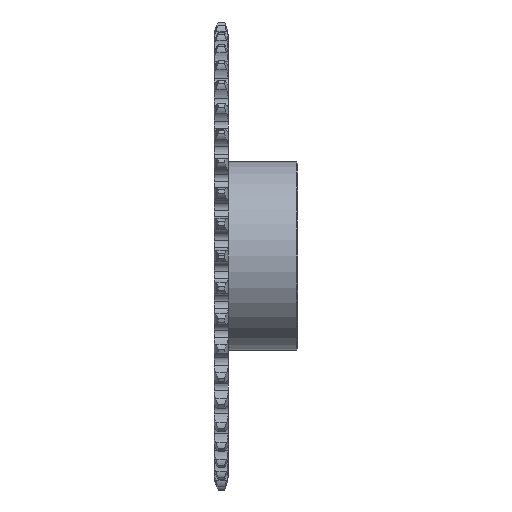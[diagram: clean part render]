
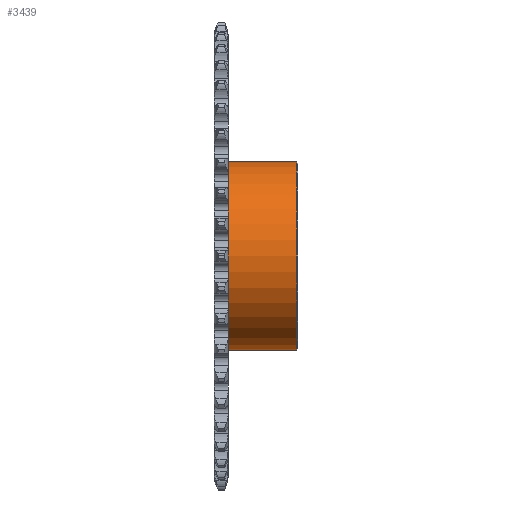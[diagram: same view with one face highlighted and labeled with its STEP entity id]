
A CAD part, front view. The second image highlights one B-rep face of the part: STEP entity #3439.
In plain terms, the highlighted cylindrical face has radius 28.575 mm (diameter 57.15 mm), a partial arc.
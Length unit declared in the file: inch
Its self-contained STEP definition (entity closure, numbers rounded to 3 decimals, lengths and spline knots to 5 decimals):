
#3398=CARTESIAN_POINT('',(0.08419,0.0,0.0));
#3399=DIRECTION('',(1.0,0.0,0.0));
#3400=DIRECTION('',(0.0,0.0,1.0));
#3401=AXIS2_PLACEMENT_3D('',#3398,#3399,#3400);
#3402=CYLINDRICAL_SURFACE('',#3401,1.125);
#3403=CARTESIAN_POINT('',(0.08419,0.,1.125));
#3404=VERTEX_POINT('',#3403);
#3405=CARTESIAN_POINT('',(0.90081,0.,1.125));
#3406=VERTEX_POINT('',#3405);
#3407=CARTESIAN_POINT('',(0.08419,0.,1.125));
#3408=DIRECTION('',(1.0,0.0,0.0));
#3409=VECTOR('',#3408,0.81663);
#3410=LINE('',#3407,#3409);
#3411=EDGE_CURVE('',#3404,#3406,#3410,.T.);
#3412=ORIENTED_EDGE('',*,*,#3411,.F.);
#3413=CARTESIAN_POINT('',(0.08419,0.,-1.125));
#3414=VERTEX_POINT('',#3413);
#3415=CARTESIAN_POINT('',(0.08419,0.0,0.0));
#3416=DIRECTION('',(-1.0,0.0,0.0));
#3417=DIRECTION('',(0.0,0.0,1.0));
#3418=AXIS2_PLACEMENT_3D('',#3415,#3416,#3417);
#3419=CIRCLE('',#3418,1.125);
#3420=EDGE_CURVE('',#3414,#3404,#3419,.T.);
#3421=ORIENTED_EDGE('',*,*,#3420,.F.);
#3422=CARTESIAN_POINT('',(0.90081,0.,-1.125));
#3423=VERTEX_POINT('',#3422);
#3424=CARTESIAN_POINT('',(0.90081,0.,-1.125));
#3425=DIRECTION('',(-1.0,0.0,0.0));
#3426=VECTOR('',#3425,0.81663);
#3427=LINE('',#3424,#3426);
#3428=EDGE_CURVE('',#3423,#3414,#3427,.T.);
#3429=ORIENTED_EDGE('',*,*,#3428,.F.);
#3430=CARTESIAN_POINT('',(0.90081,0.0,0.0));
#3431=DIRECTION('',(1.0,0.0,0.0));
#3432=DIRECTION('',(0.0,0.0,1.0));
#3433=AXIS2_PLACEMENT_3D('',#3430,#3431,#3432);
#3434=CIRCLE('',#3433,1.125);
#3435=EDGE_CURVE('',#3406,#3423,#3434,.T.);
#3436=ORIENTED_EDGE('',*,*,#3435,.F.);
#3437=EDGE_LOOP('',(#3412,#3421,#3429,#3436));
#3438=FACE_OUTER_BOUND('',#3437,.T.);
#3439=ADVANCED_FACE('',(#3438),#3402,.T.);
